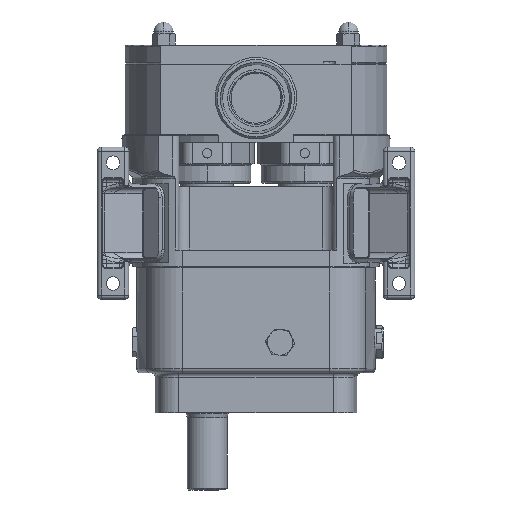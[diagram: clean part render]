
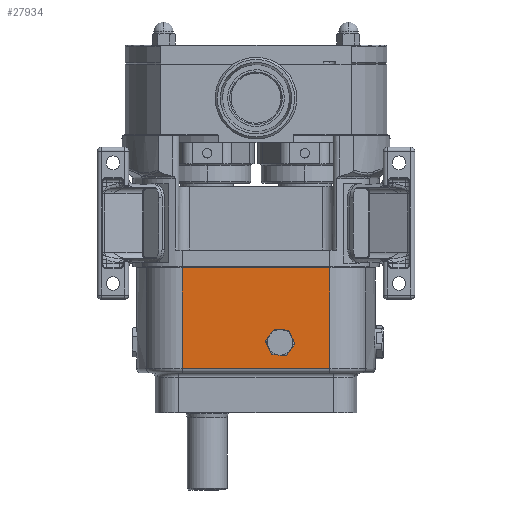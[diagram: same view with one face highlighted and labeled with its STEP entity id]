
A CAD part, front view. The second image highlights one B-rep face of the part: STEP entity #27934.
In plain terms, the highlighted planar face has unit normal (0, -1, 0).
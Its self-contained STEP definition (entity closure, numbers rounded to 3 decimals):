
#333 = VERTEX_POINT ( 'NONE', #7153 ) ;
#404 = DIRECTION ( 'NONE',  ( -0.579, 0., -0.816 ) ) ;
#683 = DIRECTION ( 'NONE',  ( 0., 0., 1. ) ) ;
#869 = DIRECTION ( 'NONE',  ( 0., 0., 1. ) ) ;
#1122 = EDGE_CURVE ( 'NONE', #13970, #21992, #23848, .T. ) ;
#1536 = VECTOR ( 'NONE', #19931, 1000. ) ;
#1735 = DIRECTION ( 'NONE',  ( -0.996, 0., 0.093 ) ) ;
#1908 = DIRECTION ( 'NONE',  ( -0.417, 0., 0.909 ) ) ;
#2300 = AXIS2_PLACEMENT_3D ( 'NONE', #25124, #22683, #683 ) ;
#2558 = CARTESIAN_POINT ( 'NONE',  ( -11.984, -84., -141.26 ) ) ;
#2754 = EDGE_LOOP ( 'NONE', ( #25527, #24755, #15992, #22554, #8563, #12276 ) ) ;
#5320 = CARTESIAN_POINT ( 'NONE',  ( 70.13, -84., -100. ) ) ;
#5440 = CARTESIAN_POINT ( 'NONE',  ( -65.489, -84., -50.518 ) ) ;
#5877 = VECTOR ( 'NONE', #1735, 1000. ) ;
#6095 = CARTESIAN_POINT ( 'NONE',  ( 6.777, -84., -64.722 ) ) ;
#6148 = DIRECTION ( 'NONE',  ( -1., 0., 0. ) ) ;
#6784 = VERTEX_POINT ( 'NONE', #27713 ) ;
#7153 = CARTESIAN_POINT ( 'NONE',  ( 14.895, -84., -82.422 ) ) ;
#7327 = VERTEX_POINT ( 'NONE', #13015 ) ;
#7625 = LINE ( 'NONE', #16467, #25830 ) ;
#8038 = LINE ( 'NONE', #5440, #18187 ) ;
#8370 = LINE ( 'NONE', #17205, #5877 ) ;
#8458 = CARTESIAN_POINT ( 'NONE',  ( 28.839, -84., -83.729 ) ) ;
#8563 = ORIENTED_EDGE ( 'NONE', *, *, #20246, .T. ) ;
#9455 = EDGE_CURVE ( 'NONE', #21992, #7327, #8038, .T. ) ;
#9820 = CARTESIAN_POINT ( 'NONE',  ( -70.13, -84., -100. ) ) ;
#9914 = PLANE ( 'NONE',  #2300 ) ;
#10080 = DIRECTION ( 'NONE',  ( 0.996, 0., -0.093 ) ) ;
#10507 = CARTESIAN_POINT ( 'NONE',  ( 17.161, -84., -58.271 ) ) ;
#11016 = EDGE_CURVE ( 'NONE', #7327, #20639, #19578, .T. ) ;
#11102 = CARTESIAN_POINT ( 'NONE',  ( -31.766, -84., -127.222 ) ) ;
#11343 = CARTESIAN_POINT ( 'NONE',  ( 9.056, -84., -69.692 ) ) ;
#11860 = DIRECTION ( 'NONE',  ( 0., 0., 1. ) ) ;
#12276 = ORIENTED_EDGE ( 'NONE', *, *, #1122, .T. ) ;
#12521 = LINE ( 'NONE', #25973, #16996 ) ;
#12556 = ORIENTED_EDGE ( 'NONE', *, *, #27064, .T. ) ;
#12656 = VECTOR ( 'NONE', #11860, 1000. ) ;
#13015 = CARTESIAN_POINT ( 'NONE',  ( 31.105, -84., -59.578 ) ) ;
#13381 = EDGE_CURVE ( 'NONE', #20639, #15817, #20061, .T. ) ;
#13675 = VECTOR ( 'NONE', #15102, 1000. ) ;
#13844 = FACE_BOUND ( 'NONE', #2754, .T. ) ;
#13970 = VERTEX_POINT ( 'NONE', #11343 ) ;
#14924 = VERTEX_POINT ( 'NONE', #28442 ) ;
#15102 = DIRECTION ( 'NONE',  ( 0.417, 0., -0.909 ) ) ;
#15582 = ORIENTED_EDGE ( 'NONE', *, *, #17730, .F. ) ;
#15817 = VERTEX_POINT ( 'NONE', #8458 ) ;
#15992 = ORIENTED_EDGE ( 'NONE', *, *, #13381, .T. ) ;
#16210 = LINE ( 'NONE', #9820, #12656 ) ;
#16467 = CARTESIAN_POINT ( 'NONE',  ( 70.13, -84., -96. ) ) ;
#16996 = VECTOR ( 'NONE', #6148, 1000. ) ;
#17205 = CARTESIAN_POINT ( 'NONE',  ( -67.754, -84., -74.669 ) ) ;
#17730 = EDGE_CURVE ( 'NONE', #14924, #19152, #16210, .T. ) ;
#17823 = CARTESIAN_POINT ( 'NONE',  ( -70.13, -84., 0. ) ) ;
#18187 = VECTOR ( 'NONE', #10080, 1000. ) ;
#19152 = VERTEX_POINT ( 'NONE', #17823 ) ;
#19578 = LINE ( 'NONE', #25808, #13675 ) ;
#19819 = EDGE_LOOP ( 'NONE', ( #15582, #12556, #22645, #28061 ) ) ;
#19931 = DIRECTION ( 'NONE',  ( 0.579, 0., 0.816 ) ) ;
#20017 = CARTESIAN_POINT ( 'NONE',  ( 70.13, -84., -96. ) ) ;
#20061 = LINE ( 'NONE', #2558, #28592 ) ;
#20246 = EDGE_CURVE ( 'NONE', #333, #13970, #25923, .T. ) ;
#20503 = FACE_OUTER_BOUND ( 'NONE', #19819, .T. ) ;
#20639 = VERTEX_POINT ( 'NONE', #27978 ) ;
#20947 = DIRECTION ( 'NONE',  ( 1., 0., 0. ) ) ;
#21992 = VERTEX_POINT ( 'NONE', #10507 ) ;
#22430 = VERTEX_POINT ( 'NONE', #20017 ) ;
#22554 = ORIENTED_EDGE ( 'NONE', *, *, #23292, .T. ) ;
#22645 = ORIENTED_EDGE ( 'NONE', *, *, #28617, .T. ) ;
#22683 = DIRECTION ( 'NONE',  ( 0., 1., 0. ) ) ;
#23292 = EDGE_CURVE ( 'NONE', #15817, #333, #8370, .T. ) ;
#23848 = LINE ( 'NONE', #11102, #1536 ) ;
#24718 = VECTOR ( 'NONE', #1908, 1000. ) ;
#24755 = ORIENTED_EDGE ( 'NONE', *, *, #11016, .T. ) ;
#25124 = CARTESIAN_POINT ( 'NONE',  ( -70.13, -84., -100. ) ) ;
#25505 = EDGE_CURVE ( 'NONE', #6784, #19152, #12521, .T. ) ;
#25527 = ORIENTED_EDGE ( 'NONE', *, *, #9455, .T. ) ;
#25808 = CARTESIAN_POINT ( 'NONE',  ( 28.825, -84., -54.609 ) ) ;
#25830 = VECTOR ( 'NONE', #20947, 1000. ) ;
#25923 = LINE ( 'NONE', #6095, #24718 ) ;
#25973 = CARTESIAN_POINT ( 'NONE',  ( -70.13, -84., 0. ) ) ;
#27023 = VECTOR ( 'NONE', #869, 1000. ) ;
#27064 = EDGE_CURVE ( 'NONE', #14924, #22430, #7625, .T. ) ;
#27195 = LINE ( 'NONE', #5320, #27023 ) ;
#27713 = CARTESIAN_POINT ( 'NONE',  ( 70.13, -84., 0. ) ) ;
#27934 = ADVANCED_FACE ( 'NONE', ( #13844, #20503 ), #9914, .F. ) ;
#27978 = CARTESIAN_POINT ( 'NONE',  ( 36.944, -84., -72.308 ) ) ;
#28061 = ORIENTED_EDGE ( 'NONE', *, *, #25505, .T. ) ;
#28442 = CARTESIAN_POINT ( 'NONE',  ( -70.13, -84., -96. ) ) ;
#28592 = VECTOR ( 'NONE', #404, 1000. ) ;
#28617 = EDGE_CURVE ( 'NONE', #22430, #6784, #27195, .T. ) ;
